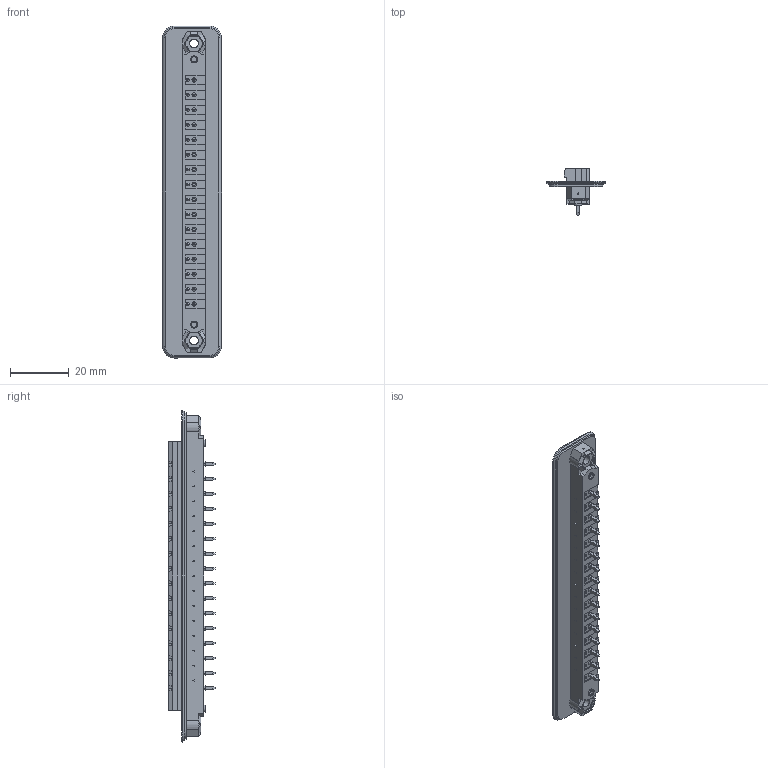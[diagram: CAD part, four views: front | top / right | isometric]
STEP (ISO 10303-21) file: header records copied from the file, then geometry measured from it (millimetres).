
FILE_DESCRIPTION(('STEP AP214'),'1');
FILE_NAME('1899427.stp','2016-07-05T05:49:17',('TraceParts'),('TraceParts S.A.'),'Spatial InterOp 3D',' ',' ');
FILE_SCHEMA(('automotive_design'));
Length unit declared in the file: millimetre
Products named in the file (1): dfk-mstbva_2.5-16-gf-5.08|1#dfk-mstbva_2.5-16-gf-5.08;dfk-mstbva_2.5-16-gf-5.08
Bounding box: 20.07 x 15.9 x 112.91 mm (x, y, z)
Volume: 6965 mm3; surface area: 9810.7 mm2
Topology: 1 solids, 1 shells, 1588 faces, 3652 edges, 2169 vertices
Faces by surface type: plane 1295, cylinder 169, sphere 64, cone 40, torus 20
Entity records: 56775 total; most frequent: CARTESIAN_POINT 7794, DIRECTION 7697, ORIENTED_EDGE 7304, EDGE_CURVE 3652, LINE 2721, VECTOR 2721, AXIS2_PLACEMENT_3D 2488, VERTEX_POINT 2169
